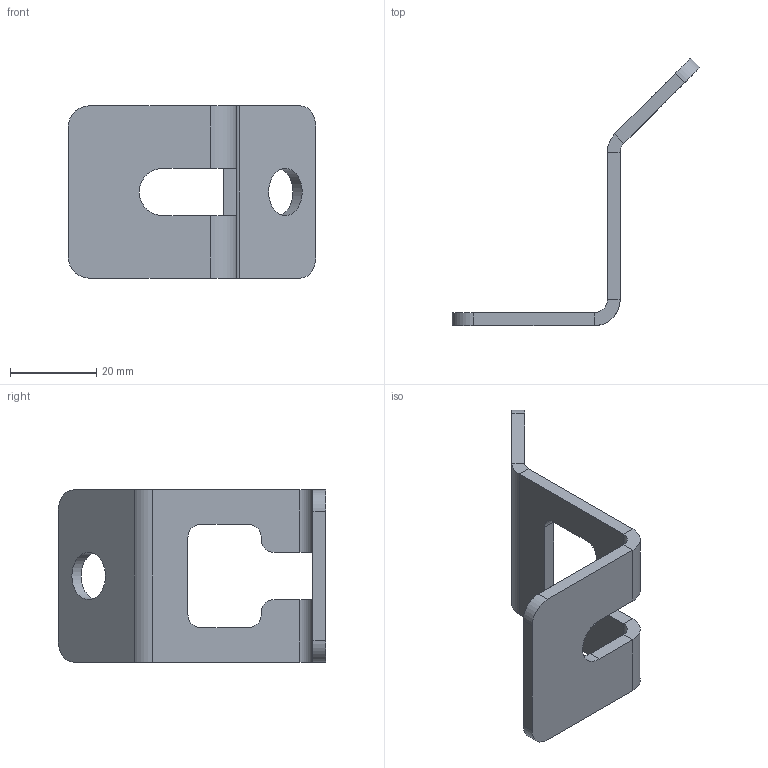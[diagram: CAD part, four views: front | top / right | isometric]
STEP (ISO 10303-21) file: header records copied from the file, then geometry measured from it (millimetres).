
FILE_DESCRIPTION(/* description */ (''),/* implementation_level */ '2;1');
FILE_NAME(/* name */ 'WKPO.stp',/* time_stamp */ '2020-11-30T11:22:23+01:00',/* author */ ('jakub.jasiocha'),/* organization */ (''),/* preprocessor_version */ 'ST-DEVELOPER v18.1',/* originating_system */ 'Autodesk Inventor 2020',/* authorisation */ '');
FILE_SCHEMA (('AUTOMOTIVE_DESIGN { 1 0 10303 214 3 1 1 }'));
Length unit declared in the file: millimetre
Products named in the file (1): Część23
Bounding box: 57.5 x 62.12 x 40 mm (x, y, z)
Volume: 9736 mm3; surface area: 7829.3 mm2
Topology: 1 solids, 1 shells, 47 faces, 118 edges, 71 vertices
Faces by surface type: plane 29, cylinder 18
Full cylindrical faces by diameter (mm): 11 x1
Entity records: 1490 total; most frequent: DIRECTION 251, CARTESIAN_POINT 237, ORIENTED_EDGE 236, EDGE_CURVE 118, AXIS2_PLACEMENT_3D 85, LINE 81, VECTOR 81, VERTEX_POINT 71
